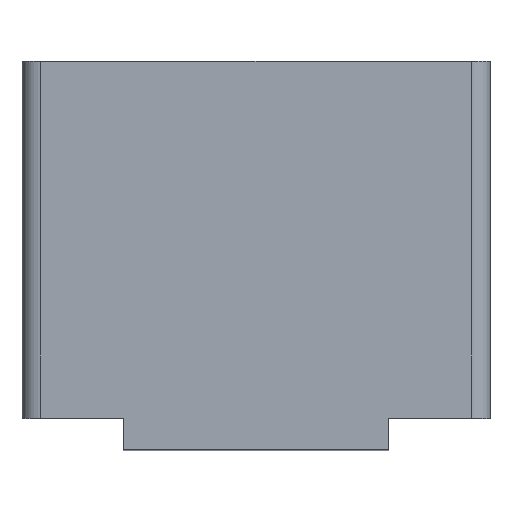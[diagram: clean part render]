
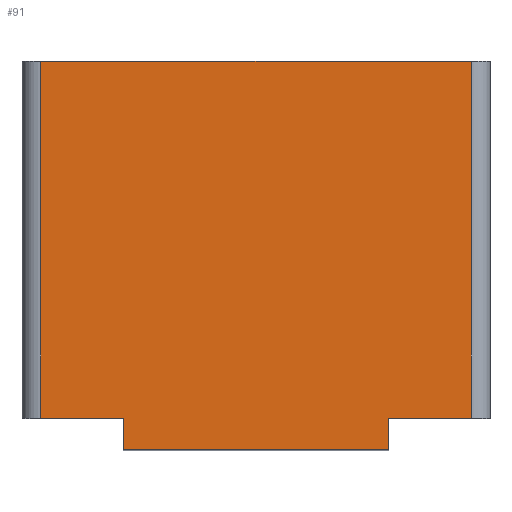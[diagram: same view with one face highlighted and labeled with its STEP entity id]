
A CAD part, top view. The second image highlights one B-rep face of the part: STEP entity #91.
In plain terms, the highlighted planar face has unit normal (0, 0, 1).
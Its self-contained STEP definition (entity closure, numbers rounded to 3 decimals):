
#91=ADVANCED_FACE('',(#310),#311,.T.);
#310=FACE_OUTER_BOUND('',#716,.T.);
#311=PLANE('',#717);
#716=EDGE_LOOP('',(#1254,#1255,#1256,#1257,#1258,#1259,#1260,#1261));
#717=AXIS2_PLACEMENT_3D('',#1262,#1263,#1264);
#1254=ORIENTED_EDGE('',*,*,#2583,.T.);
#1255=ORIENTED_EDGE('',*,*,#2581,.F.);
#1256=ORIENTED_EDGE('',*,*,#2579,.T.);
#1257=ORIENTED_EDGE('',*,*,#2577,.T.);
#1258=ORIENTED_EDGE('',*,*,#2571,.F.);
#1259=ORIENTED_EDGE('',*,*,#2569,.T.);
#1260=ORIENTED_EDGE('',*,*,#2553,.T.);
#1261=ORIENTED_EDGE('',*,*,#2551,.T.);
#1262=CARTESIAN_POINT('',(0.0,0.0,37.4));
#1263=DIRECTION('',(0.0,0.0,1.0));
#1264=DIRECTION('',(1.0,0.0,0.0));
#2551=EDGE_CURVE('',#3030,#3028,#3031,.T.);
#2553=EDGE_CURVE('',#3033,#3030,#3034,.T.);
#2569=EDGE_CURVE('',#3062,#3033,#3063,.T.);
#2571=EDGE_CURVE('',#3062,#3065,#3066,.T.);
#2577=EDGE_CURVE('',#3076,#3065,#3077,.T.);
#2579=EDGE_CURVE('',#3079,#3076,#3080,.T.);
#2581=EDGE_CURVE('',#3079,#3082,#3083,.T.);
#2583=EDGE_CURVE('',#3028,#3082,#3085,.T.);
#3028=VERTEX_POINT('',#3949);
#3030=VERTEX_POINT('',#3951);
#3031=LINE('',#3952,#3953);
#3033=VERTEX_POINT('',#3955);
#3034=LINE('',#3956,#3957);
#3062=VERTEX_POINT('',#3989);
#3063=LINE('',#3990,#3991);
#3065=VERTEX_POINT('',#3993);
#3066=LINE('',#3994,#3995);
#3076=VERTEX_POINT('',#4006);
#3077=LINE('',#4007,#4008);
#3079=VERTEX_POINT('',#4011);
#3080=LINE('',#4012,#4013);
#3082=VERTEX_POINT('',#4016);
#3083=LINE('',#4017,#4018);
#3085=LINE('',#4021,#4022);
#3949=CARTESIAN_POINT('',(-17.0,-12.85,37.4));
#3951=CARTESIAN_POINT('',(-17.0,15.35,37.4));
#3952=CARTESIAN_POINT('',(-17.0,15.35,37.4));
#3953=VECTOR('',#4943,28.2);
#3955=CARTESIAN_POINT('',(17.0,15.35,37.4));
#3956=CARTESIAN_POINT('',(17.0,15.35,37.4));
#3957=VECTOR('',#4947,34.0);
#3989=CARTESIAN_POINT('',(17.0,-12.85,37.4));
#3990=CARTESIAN_POINT('',(17.0,-12.85,37.4));
#3991=VECTOR('',#4985,28.2);
#3993=CARTESIAN_POINT('',(10.5,-12.85,37.4));
#3994=CARTESIAN_POINT('',(17.0,-12.85,37.4));
#3995=VECTOR('',#4989,6.5);
#4006=CARTESIAN_POINT('',(10.5,-15.35,37.4));
#4007=CARTESIAN_POINT('',(10.5,-15.35,37.4));
#4008=VECTOR('',#5003,2.5);
#4011=CARTESIAN_POINT('',(-10.5,-15.35,37.4));
#4012=CARTESIAN_POINT('',(-10.5,-15.35,37.4));
#4013=VECTOR('',#5005,21.0);
#4016=CARTESIAN_POINT('',(-10.5,-12.85,37.4));
#4017=CARTESIAN_POINT('',(-10.5,-15.35,37.4));
#4018=VECTOR('',#5007,2.5);
#4021=CARTESIAN_POINT('',(-17.0,-12.85,37.4));
#4022=VECTOR('',#5009,6.5);
#4943=DIRECTION('',(0.0,-1.0,0.0));
#4947=DIRECTION('',(-1.0,0.0,0.0));
#4985=DIRECTION('',(0.0,1.0,0.0));
#4989=DIRECTION('',(-1.0,0.0,0.0));
#5003=DIRECTION('',(0.0,1.0,0.0));
#5005=DIRECTION('',(1.0,0.0,0.0));
#5007=DIRECTION('',(0.0,1.0,0.0));
#5009=DIRECTION('',(1.0,0.0,0.0));
